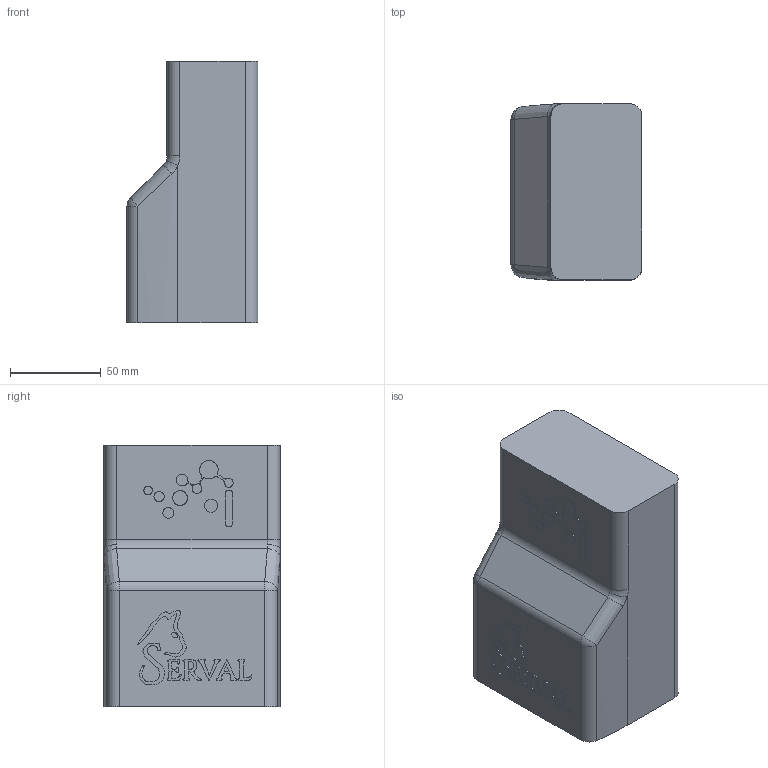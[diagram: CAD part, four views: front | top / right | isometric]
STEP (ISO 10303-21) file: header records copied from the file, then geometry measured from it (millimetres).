
FILE_DESCRIPTION(('CATIA V5 STEP Exchange'),'2;1');
FILE_NAME('enclosure.stp','2014-05-06T12:25:21+00:00',('none'),('none'),'CATIA Version 5 Release 20 GA (IN-10)','CATIA V5 STEP AP203','none');
FILE_SCHEMA(('CONFIG_CONTROL_DESIGN'));
Length unit declared in the file: millimetre
Products named in the file (1): enclosure
Bounding box: 72.5 x 97 x 144 mm (x, y, z)
Volume: 205805.3 mm3; surface area: 121145.8 mm2
Topology: 1 solids, 1 shells, 864 faces, 2515 edges, 1673 vertices
Faces by surface type: plane 679, extrusion 122, cylinder 55, bspline 4, torus 2, sphere 2
Entity records: 28477 total; most frequent: CARTESIAN_POINT 6393, ORIENTED_EDGE 5026, DIRECTION 3705, EDGE_CURVE 2513, VECTOR 2255, LINE 2133, VERTEX_POINT 1673, EDGE_LOOP 894
